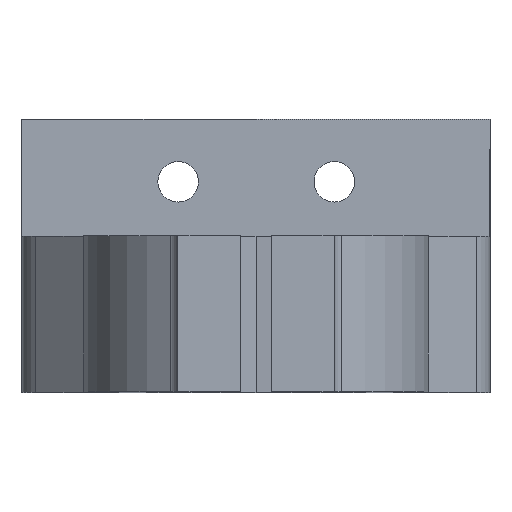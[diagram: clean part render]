
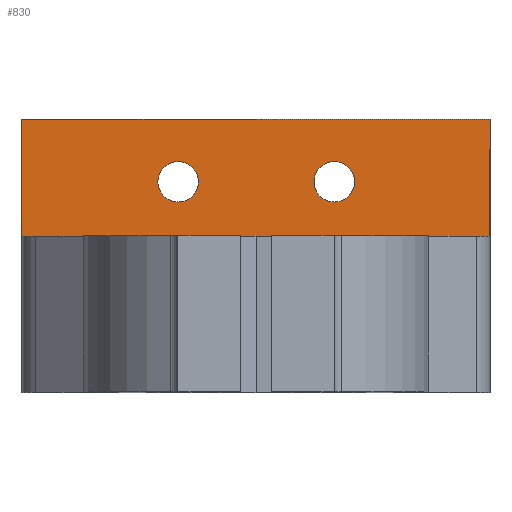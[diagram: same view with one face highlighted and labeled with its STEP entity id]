
A CAD part, top view. The second image highlights one B-rep face of the part: STEP entity #830.
In plain terms, the highlighted planar face has unit normal (0, 0, 1).
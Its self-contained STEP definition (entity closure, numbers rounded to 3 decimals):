
#9 = EDGE_CURVE ( 'NONE', #343, #952, #947, .T. ) ;
#13 = EDGE_CURVE ( 'NONE', #550, #422, #659, .T. ) ;
#15 = AXIS2_PLACEMENT_3D ( 'NONE', #683, #757, #198 ) ;
#37 = EDGE_CURVE ( 'NONE', #738, #1023, #405, .T. ) ;
#71 = CARTESIAN_POINT ( 'NONE',  ( -29.966, 0., 21.974 ) ) ;
#76 = CARTESIAN_POINT ( 'NONE',  ( 29.966, 35., 21.974 ) ) ;
#85 = EDGE_LOOP ( 'NONE', ( #1006, #1208, #158, #358 ) ) ;
#89 = CARTESIAN_POINT ( 'NONE',  ( 12.634, 27., 21.974 ) ) ;
#116 = CARTESIAN_POINT ( 'NONE',  ( -29.966, 35., 21.974 ) ) ;
#158 = ORIENTED_EDGE ( 'NONE', *, *, #13, .F. ) ;
#160 = DIRECTION ( 'NONE',  ( 1., 0., 0. ) ) ;
#197 = VERTEX_POINT ( 'NONE', #1149 ) ;
#198 = DIRECTION ( 'NONE',  ( -1., 0., 0. ) ) ;
#231 = CARTESIAN_POINT ( 'NONE',  ( 7.434, 27., 21.974 ) ) ;
#245 = EDGE_CURVE ( 'NONE', #408, #197, #795, .T. ) ;
#248 = CARTESIAN_POINT ( 'NONE',  ( 29.966, 0., 21.974 ) ) ;
#328 = ORIENTED_EDGE ( 'NONE', *, *, #455, .T. ) ;
#329 = EDGE_CURVE ( 'NONE', #197, #408, #576, .T. ) ;
#332 = AXIS2_PLACEMENT_3D ( 'NONE', #1007, #804, #448 ) ;
#333 = DIRECTION ( 'NONE',  ( 1., 0., 0. ) ) ;
#343 = VERTEX_POINT ( 'NONE', #1172 ) ;
#358 = ORIENTED_EDGE ( 'NONE', *, *, #501, .F. ) ;
#382 = DIRECTION ( 'NONE',  ( 0., 0., -1. ) ) ;
#405 = CIRCLE ( 'NONE', #619, 2.6 ) ;
#408 = VERTEX_POINT ( 'NONE', #602 ) ;
#419 = DIRECTION ( 'NONE',  ( 0., 0., -1. ) ) ;
#422 = VERTEX_POINT ( 'NONE', #895 ) ;
#447 = LINE ( 'NONE', #711, #854 ) ;
#448 = DIRECTION ( 'NONE',  ( -1., 0., 0. ) ) ;
#449 = CIRCLE ( 'NONE', #332, 2.6 ) ;
#455 = EDGE_CURVE ( 'NONE', #1023, #738, #449, .T. ) ;
#501 = EDGE_CURVE ( 'NONE', #952, #550, #807, .T. ) ;
#516 = DIRECTION ( 'NONE',  ( -1., 0., 0. ) ) ;
#523 = EDGE_LOOP ( 'NONE', ( #1070, #663 ) ) ;
#532 = VECTOR ( 'NONE', #333, 1000. ) ;
#536 = EDGE_LOOP ( 'NONE', ( #539, #328 ) ) ;
#539 = ORIENTED_EDGE ( 'NONE', *, *, #37, .T. ) ;
#550 = VERTEX_POINT ( 'NONE', #76 ) ;
#576 = CIRCLE ( 'NONE', #603, 2.6 ) ;
#602 = CARTESIAN_POINT ( 'NONE',  ( -12.566, 27., 21.974 ) ) ;
#603 = AXIS2_PLACEMENT_3D ( 'NONE', #988, #419, #516 ) ;
#619 = AXIS2_PLACEMENT_3D ( 'NONE', #1103, #823, #733 ) ;
#659 = LINE ( 'NONE', #248, #1004 ) ;
#663 = ORIENTED_EDGE ( 'NONE', *, *, #245, .T. ) ;
#676 = VECTOR ( 'NONE', #1018, 1000. ) ;
#683 = CARTESIAN_POINT ( 'NONE',  ( -9.966, 27., 21.974 ) ) ;
#711 = CARTESIAN_POINT ( 'NONE',  ( -45.436, 20., 21.974 ) ) ;
#733 = DIRECTION ( 'NONE',  ( -1., 0., 0. ) ) ;
#738 = VERTEX_POINT ( 'NONE', #89 ) ;
#757 = DIRECTION ( 'NONE',  ( 0., 0., -1. ) ) ;
#760 = FACE_OUTER_BOUND ( 'NONE', #85, .T. ) ;
#795 = CIRCLE ( 'NONE', #15, 2.6 ) ;
#804 = DIRECTION ( 'NONE',  ( 0., 0., -1. ) ) ;
#807 = LINE ( 'NONE', #1092, #532 ) ;
#823 = DIRECTION ( 'NONE',  ( 0., 0., -1. ) ) ;
#830 = ADVANCED_FACE ( 'NONE', ( #1019, #840, #760 ), #850, .F. ) ;
#840 = FACE_BOUND ( 'NONE', #523, .T. ) ;
#850 = PLANE ( 'NONE',  #1074 ) ;
#854 = VECTOR ( 'NONE', #160, 1000. ) ;
#895 = CARTESIAN_POINT ( 'NONE',  ( 29.966, 20., 21.974 ) ) ;
#942 = CARTESIAN_POINT ( 'NONE',  ( 0., 0., 21.974 ) ) ;
#947 = LINE ( 'NONE', #71, #676 ) ;
#952 = VERTEX_POINT ( 'NONE', #116 ) ;
#988 = CARTESIAN_POINT ( 'NONE',  ( -9.966, 27., 21.974 ) ) ;
#1004 = VECTOR ( 'NONE', #1099, 1000. ) ;
#1006 = ORIENTED_EDGE ( 'NONE', *, *, #9, .F. ) ;
#1007 = CARTESIAN_POINT ( 'NONE',  ( 10.034, 27., 21.974 ) ) ;
#1018 = DIRECTION ( 'NONE',  ( 0., 1., 0. ) ) ;
#1019 = FACE_BOUND ( 'NONE', #536, .T. ) ;
#1023 = VERTEX_POINT ( 'NONE', #231 ) ;
#1042 = DIRECTION ( 'NONE',  ( -1., 0., 0. ) ) ;
#1070 = ORIENTED_EDGE ( 'NONE', *, *, #329, .T. ) ;
#1074 = AXIS2_PLACEMENT_3D ( 'NONE', #942, #382, #1042 ) ;
#1092 = CARTESIAN_POINT ( 'NONE',  ( 31.466, 35., 21.974 ) ) ;
#1099 = DIRECTION ( 'NONE',  ( 0., -1., 0. ) ) ;
#1103 = CARTESIAN_POINT ( 'NONE',  ( 10.034, 27., 21.974 ) ) ;
#1118 = EDGE_CURVE ( 'NONE', #343, #422, #447, .T. ) ;
#1149 = CARTESIAN_POINT ( 'NONE',  ( -7.366, 27., 21.974 ) ) ;
#1172 = CARTESIAN_POINT ( 'NONE',  ( -29.966, 20., 21.974 ) ) ;
#1208 = ORIENTED_EDGE ( 'NONE', *, *, #1118, .T. ) ;
